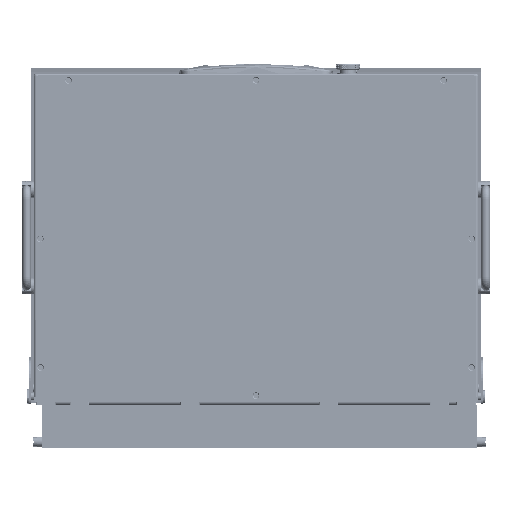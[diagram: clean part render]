
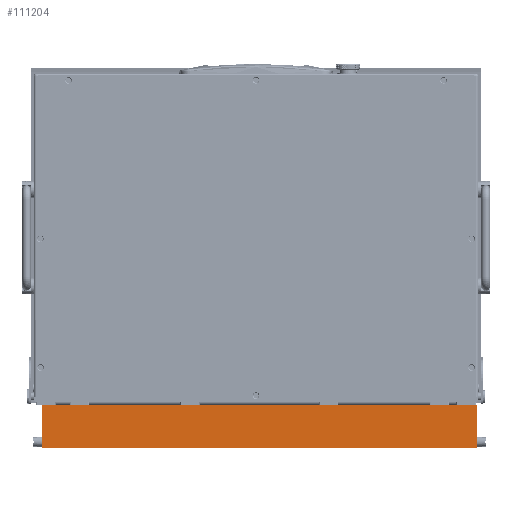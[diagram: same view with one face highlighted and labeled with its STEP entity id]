
A CAD part, front view. The second image highlights one B-rep face of the part: STEP entity #111204.
In plain terms, the highlighted planar face has unit normal (0, -1, 0).
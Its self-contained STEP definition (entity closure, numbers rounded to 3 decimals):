
#14789 = ORIENTED_EDGE ( 'NONE', *, *, #140624, .T. ) ;
#15293 = ORIENTED_EDGE ( 'NONE', *, *, #186911, .T. ) ;
#16453 = EDGE_LOOP ( 'NONE', ( #14789, #225670, #15293, #51233 ) ) ;
#20664 = CARTESIAN_POINT ( 'NONE',  ( 44.443, 0., 431.563 ) ) ;
#25814 = VERTEX_POINT ( 'NONE', #257400 ) ;
#40022 = DIRECTION ( 'NONE',  ( 0.017, 0., 1. ) ) ;
#51233 = ORIENTED_EDGE ( 'NONE', *, *, #154475, .F. ) ;
#64551 = LINE ( 'NONE', #145483, #187689 ) ;
#68634 = VECTOR ( 'NONE', #172033, 1000. ) ;
#95948 = CARTESIAN_POINT ( 'NONE',  ( 36.579, 0., -18.964 ) ) ;
#100416 = DIRECTION ( 'NONE',  ( 1., 0., -0.017 ) ) ;
#100513 = VERTEX_POINT ( 'NONE', #208222 ) ;
#107088 = CARTESIAN_POINT ( 'NONE',  ( 44.439, 0., 431.309 ) ) ;
#111204 = ADVANCED_FACE ( 'NONE', ( #141549 ), #222551, .F. ) ;
#121594 = DIRECTION ( 'NONE',  ( 0., 1., 0. ) ) ;
#133449 = LINE ( 'NONE', #191965, #68634 ) ;
#140624 = EDGE_CURVE ( 'NONE', #100513, #172352, #64551, .T. ) ;
#141549 = FACE_OUTER_BOUND ( 'NONE', #16453, .T. ) ;
#145483 = CARTESIAN_POINT ( 'NONE',  ( -7.864, 0., -18.188 ) ) ;
#154475 = EDGE_CURVE ( 'NONE', #100513, #25814, #183427, .T. ) ;
#158220 = VERTEX_POINT ( 'NONE', #107088 ) ;
#172033 = DIRECTION ( 'NONE',  ( -1., 0., 0.017 ) ) ;
#172352 = VERTEX_POINT ( 'NONE', #95948 ) ;
#174326 = VECTOR ( 'NONE', #213742, 1000. ) ;
#176527 = LINE ( 'NONE', #257469, #174326 ) ;
#180324 = VECTOR ( 'NONE', #40022, 1000. ) ;
#183427 = LINE ( 'NONE', #199332, #180324 ) ;
#186911 = EDGE_CURVE ( 'NONE', #158220, #25814, #133449, .T. ) ;
#187689 = VECTOR ( 'NONE', #100416, 1000. ) ;
#191965 = CARTESIAN_POINT ( 'NONE',  ( -0.004, 0., 432.085 ) ) ;
#199332 = CARTESIAN_POINT ( 'NONE',  ( -0.084, 0., 427.514 ) ) ;
#199686 = AXIS2_PLACEMENT_3D ( 'NONE', #20664, #121594, #202645 ) ;
#202645 = DIRECTION ( 'NONE',  ( 0., 0., 1. ) ) ;
#208222 = CARTESIAN_POINT ( 'NONE',  ( -7.864, 0., -18.188 ) ) ;
#213742 = DIRECTION ( 'NONE',  ( 0.017, 0., 1. ) ) ;
#222551 = PLANE ( 'NONE',  #199686 ) ;
#225670 = ORIENTED_EDGE ( 'NONE', *, *, #255968, .T. ) ;
#255968 = EDGE_CURVE ( 'NONE', #172352, #158220, #176527, .T. ) ;
#257400 = CARTESIAN_POINT ( 'NONE',  ( -0.004, 0., 432.085 ) ) ;
#257469 = CARTESIAN_POINT ( 'NONE',  ( 44.443, 0., 431.563 ) ) ;
